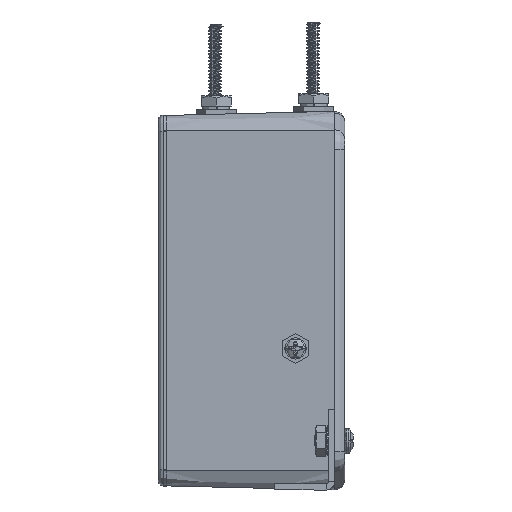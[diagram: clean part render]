
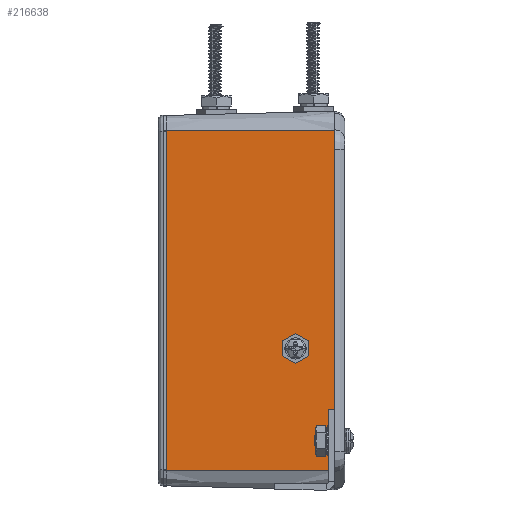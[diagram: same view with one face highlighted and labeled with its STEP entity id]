
A CAD part, left-side view. The second image highlights one B-rep face of the part: STEP entity #216638.
In plain terms, the highlighted planar face has unit normal (-1, 0.024, 0).
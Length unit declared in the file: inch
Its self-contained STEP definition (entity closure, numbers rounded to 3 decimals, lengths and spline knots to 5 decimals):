
#2781 = VERTEX_POINT ( 'NONE', #52043 ) ;
#4459 = DIRECTION ( 'NONE',  ( 0., 0., 1. ) ) ;
#6083 = VECTOR ( 'NONE', #234182, 39.37008 ) ;
#16652 = ORIENTED_EDGE ( 'NONE', *, *, #123595, .F. ) ;
#23023 = DIRECTION ( 'NONE',  ( 0., 0., 1. ) ) ;
#29091 = ORIENTED_EDGE ( 'NONE', *, *, #249853, .F. ) ;
#30775 = LINE ( 'NONE', #67324, #122370 ) ;
#44917 = AXIS2_PLACEMENT_3D ( 'NONE', #90028, #111134, #46150 ) ;
#46150 = DIRECTION ( 'NONE',  ( -0.024, -1., 0. ) ) ;
#46536 = CARTESIAN_POINT ( 'NONE',  ( -3.8125, 0., -2.122 ) ) ;
#48487 = CARTESIAN_POINT ( 'NONE',  ( -3.8125, 0., 2.122 ) ) ;
#51966 = CARTESIAN_POINT ( 'NONE',  ( -3.85185, -1.61, -0.6818 ) ) ;
#52043 = CARTESIAN_POINT ( 'NONE',  ( -3.86468, -2.135, 2.122 ) ) ;
#57502 = CARTESIAN_POINT ( 'NONE',  ( -3.86468, -2.135, -2.122 ) ) ;
#58366 = LINE ( 'NONE', #46536, #6083 ) ;
#66697 = CARTESIAN_POINT ( 'NONE',  ( -3.86468, -2.135, 2.122 ) ) ;
#67133 = CARTESIAN_POINT ( 'NONE',  ( -3.85185, -1.61, -0.6818 ) ) ;
#67324 = CARTESIAN_POINT ( 'NONE',  ( -3.8125, 0., -2.122 ) ) ;
#72994 = CARTESIAN_POINT ( 'NONE',  ( -3.8125, 0., 2.122 ) ) ;
#74837 = CARTESIAN_POINT ( 'NONE',  ( -3.85625, -1.79, -0.5018 ) ) ;
#75923 = CARTESIAN_POINT ( 'NONE',  ( -3.85185, -1.61, -0.5018 ) ) ;
#76337 = FACE_BOUND ( 'NONE', #142433, .T. ) ;
#77697 = CARTESIAN_POINT ( 'NONE',  ( -3.85185, -1.61, -0.6818 ) ) ;
#78170 = EDGE_CURVE ( 'NONE', #254398, #2781, #216130, .T. ) ;
#79474 = FACE_OUTER_BOUND ( 'NONE', #115451, .T. ) ;
#90028 = CARTESIAN_POINT ( 'NONE',  ( -3.8125, 0., -2.122 ) ) ;
#93626 = LINE ( 'NONE', #72994, #244360 ) ;
#96116 = CARTESIAN_POINT ( 'NONE',  ( -3.84745, -1.43, -0.5018 ) ) ;
#104191 = VERTEX_POINT ( 'NONE', #211427 ) ;
#105944 = VERTEX_POINT ( 'NONE', #120067 ) ;
#110559 =( BOUNDED_CURVE ( )  B_SPLINE_CURVE ( 3, ( #177564, #74837, #199410, #51966 ),
 .UNSPECIFIED., .F., .F. ) 
 B_SPLINE_CURVE_WITH_KNOTS ( ( 4, 4 ),
 ( 4.71239, 7.85398 ),
 .UNSPECIFIED. ) 
 CURVE ( )  GEOMETRIC_REPRESENTATION_ITEM ( )  RATIONAL_B_SPLINE_CURVE ( ( 1., 0.333, 0.333, 1. ) ) 
 REPRESENTATION_ITEM ( '' )  );
#111134 = DIRECTION ( 'NONE',  ( -1., 0.024, 0. ) ) ;
#115451 = EDGE_LOOP ( 'NONE', ( #29091, #16652, #270313, #121997 ) ) ;
#120067 = CARTESIAN_POINT ( 'NONE',  ( -3.85185, -1.61, -0.5018 ) ) ;
#121997 = ORIENTED_EDGE ( 'NONE', *, *, #127557, .T. ) ;
#122370 = VECTOR ( 'NONE', #4459, 39.37008 ) ;
#123595 = EDGE_CURVE ( 'NONE', #254398, #104191, #58366, .T. ) ;
#125733 = ORIENTED_EDGE ( 'NONE', *, *, #192540, .T. ) ;
#127557 = EDGE_CURVE ( 'NONE', #2781, #210969, #93626, .T. ) ;
#137919 = ORIENTED_EDGE ( 'NONE', *, *, #141224, .T. ) ;
#141224 = EDGE_CURVE ( 'NONE', #238448, #105944, #244172, .T. ) ;
#142433 = EDGE_LOOP ( 'NONE', ( #125733, #137919 ) ) ;
#157335 = DIRECTION ( 'NONE',  ( 0.024, 1., 0. ) ) ;
#177564 = CARTESIAN_POINT ( 'NONE',  ( -3.85185, -1.61, -0.5018 ) ) ;
#192540 = EDGE_CURVE ( 'NONE', #105944, #238448, #110559, .T. ) ;
#193552 = PLANE ( 'NONE',  #44917 ) ;
#199410 = CARTESIAN_POINT ( 'NONE',  ( -3.85625, -1.79, -0.6818 ) ) ;
#202256 = CARTESIAN_POINT ( 'NONE',  ( -3.84745, -1.43, -0.6818 ) ) ;
#210969 = VERTEX_POINT ( 'NONE', #48487 ) ;
#211427 = CARTESIAN_POINT ( 'NONE',  ( -3.8125, 0., -2.122 ) ) ;
#216130 = LINE ( 'NONE', #66697, #268233 ) ;
#216638 = ADVANCED_FACE ( 'NONE', ( #79474, #76337 ), #193552, .T. ) ;
#234182 = DIRECTION ( 'NONE',  ( 0.024, 1., 0. ) ) ;
#238448 = VERTEX_POINT ( 'NONE', #67133 ) ;
#244172 =( BOUNDED_CURVE ( )  B_SPLINE_CURVE ( 3, ( #77697, #202256, #96116, #75923 ),
 .UNSPECIFIED., .F., .F. ) 
 B_SPLINE_CURVE_WITH_KNOTS ( ( 4, 4 ),
 ( 1.5708, 4.71239 ),
 .UNSPECIFIED. ) 
 CURVE ( )  GEOMETRIC_REPRESENTATION_ITEM ( )  RATIONAL_B_SPLINE_CURVE ( ( 1., 0.333, 0.333, 1. ) ) 
 REPRESENTATION_ITEM ( '' )  );
#244360 = VECTOR ( 'NONE', #157335, 39.37008 ) ;
#249853 = EDGE_CURVE ( 'NONE', #104191, #210969, #30775, .T. ) ;
#254398 = VERTEX_POINT ( 'NONE', #57502 ) ;
#268233 = VECTOR ( 'NONE', #23023, 39.37008 ) ;
#270313 = ORIENTED_EDGE ( 'NONE', *, *, #78170, .T. ) ;
